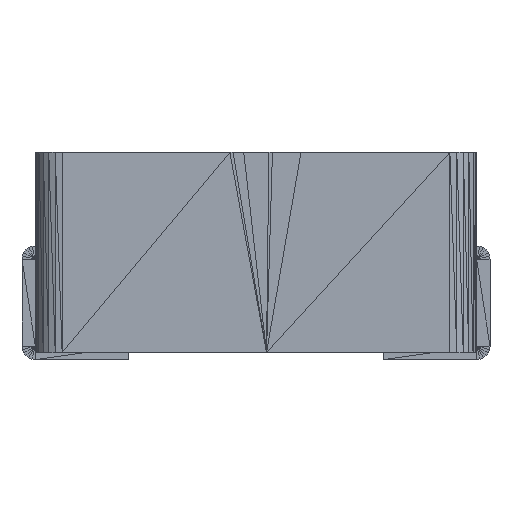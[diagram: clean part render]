
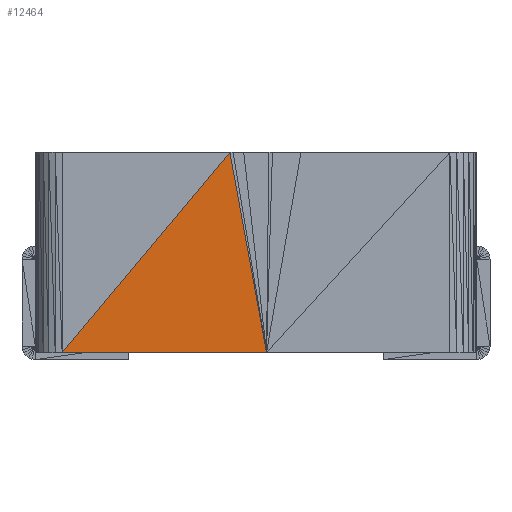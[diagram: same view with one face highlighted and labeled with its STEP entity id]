
A CAD part, front view. The second image highlights one B-rep face of the part: STEP entity #12464.
In plain terms, the highlighted planar face has unit normal (0, -1, 0).
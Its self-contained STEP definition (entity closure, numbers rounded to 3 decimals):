
#1587 = VERTEX_POINT('',#1588);
#1588 = CARTESIAN_POINT('',(-0.384,-3.297,3.051
    ));
#7884 = VERTEX_POINT('',#7885);
#7885 = CARTESIAN_POINT('',(0.155,-3.297,
    0.099));
#10798 = VERTEX_POINT('',#10799);
#10799 = CARTESIAN_POINT('',(-2.854,-3.297,
    0.099));
#10806 = EDGE_CURVE('',#7884,#10798,#10807,.T.);
#10807 = LINE('',#10808,#10809);
#10808 = CARTESIAN_POINT('',(0.155,-3.297,
    0.099));
#10809 = VECTOR('',#10810,1.);
#10810 = DIRECTION('',(-1.,0.,0.));
#12454 = EDGE_CURVE('',#10798,#1587,#12455,.T.);
#12455 = LINE('',#12456,#12457);
#12456 = CARTESIAN_POINT('',(-2.854,-3.297,
    0.099));
#12457 = VECTOR('',#12458,1.);
#12458 = DIRECTION('',(0.642,0.,0.767));
#12464 = ADVANCED_FACE('',(#12465),#12475,.T.);
#12465 = FACE_BOUND('',#12466,.T.);
#12466 = EDGE_LOOP('',(#12467,#12473,#12474));
#12467 = ORIENTED_EDGE('',*,*,#12468,.T.);
#12468 = EDGE_CURVE('',#7884,#1587,#12469,.T.);
#12469 = LINE('',#12470,#12471);
#12470 = CARTESIAN_POINT('',(0.155,-3.297,
    0.099));
#12471 = VECTOR('',#12472,1.);
#12472 = DIRECTION('',(-0.18,0.,0.984));
#12473 = ORIENTED_EDGE('',*,*,#12454,.F.);
#12474 = ORIENTED_EDGE('',*,*,#10806,.F.);
#12475 = PLANE('',#12476);
#12476 = AXIS2_PLACEMENT_3D('',#12477,#12478,#12479);
#12477 = CARTESIAN_POINT('',(-1.079,-3.297,
    1.124));
#12478 = DIRECTION('',(0.,-1.,0.));
#12479 = DIRECTION('',(-1.,0.,0.));
